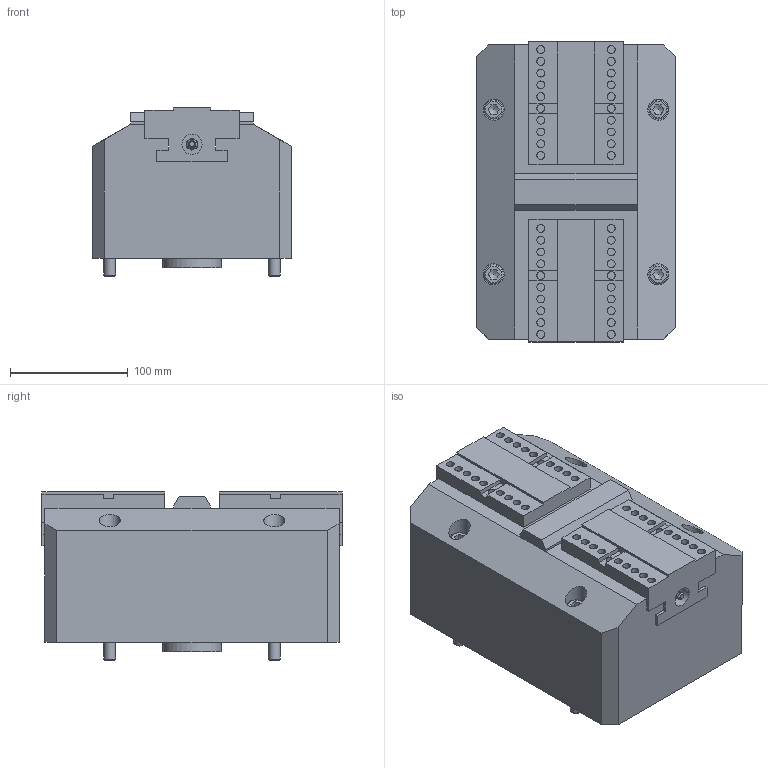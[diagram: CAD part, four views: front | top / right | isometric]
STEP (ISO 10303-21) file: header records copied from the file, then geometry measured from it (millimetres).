
FILE_DESCRIPTION((''),'2;1');
FILE_NAME('152-0250-003-Kunde.stp','2013-06-27T13:01:05',('adam'),(''),'Autodesk Inventor 2013','Autodesk Inventor 2013','');
FILE_SCHEMA(('AUTOMOTIVE_DESIGN { 1 0 10303 214 1 1 1 1 }'));
Length unit declared in the file: millimetre
Products named in the file (1): 152-0250-003-Kunde
Bounding box: 169 x 255 x 143 mm (x, y, z)
Volume: 4823381.9 mm3; surface area: 236425 mm2
Topology: 1 solids, 1 shells, 837 faces, 2160 edges, 1412 vertices
Faces by surface type: plane 475, bspline 221, cylinder 97, cone 34, torus 8, sphere 2
Full cylindrical faces by diameter (mm): 6 x4, 6.647 x40, 10 x4, 12 x4, 16 x4, 17 x2, 18 x4, 50 x1
Entity records: 26669 total; most frequent: CARTESIAN_POINT 7304, ORIENTED_EDGE 4114, DIRECTION 3011, EDGE_CURVE 2057, VERTEX_POINT 1392, VECTOR 1309, LINE 1309, EDGE_LOOP 1027
